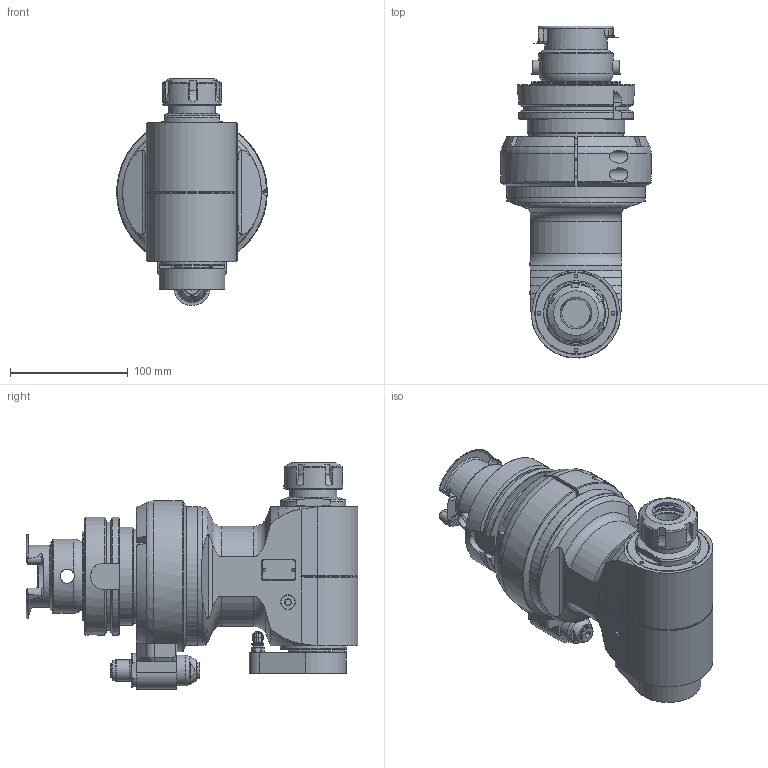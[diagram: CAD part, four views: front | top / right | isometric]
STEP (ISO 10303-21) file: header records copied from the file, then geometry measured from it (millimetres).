
FILE_DESCRIPTION(/* description */ (''),/* implementation_level */ '2;1');
FILE_NAME(/* name */ '9.F90.200C0-2H100.stp',/* time_stamp */ '2023-08-14T09:31:25-04:00',/* author */ ('jkrenzer'),/* organization */ (''),/* preprocessor_version */ 'ST-DEVELOPER v18.1',/* originating_system */ 'Autodesk Inventor 2022',/* authorisation */ '');
FILE_SCHEMA (('AUTOMOTIVE_DESIGN { 1 0 10303 214 3 1 1 }'));
Length unit declared in the file: millimetre
Products named in the file (3): 9.F90.200C0-2H100; 9_F90_200B0; 9GA21C_518   (Type 2, HSK100 , 80mm)
Assembly tree (2 placements, depth 2):
  9.F90.200C0-2H100
    9_F90_200B0
    9GA21C_518   (Type 2, HSK100 , 80mm)
Bounding box: 128 x 281.86 x 192.5 mm (x, y, z)
Volume: 2076193.5 mm3; surface area: 253878.4 mm2
Topology: 7 solids, 8 shells, 924 faces, 2531 edges, 1711 vertices
Faces by surface type: plane 399, cylinder 251, cone 195, torus 71, sphere 5, bspline 3
Full cylindrical faces by diameter (mm): 2.5 x3, 2.6 x2, 3 x2, 3.2 x4, 3.3 x3, 3.5 x2, 4 x1, 4.2 x2, 5 x3, 6 x3, 6.5 x3, 6.9 x1, 7 x2, 8 x1, 8.06 x1, 8.07 x1, 8.5 x3, 8.821 x1, 8.95 x1, 9 x4, 9.2 x1, 9.87 x1, 10 x6, 10.4 x2, 10.5 x20, 11 x2, 12 x6, 12.5 x3, 12.8 x1, 13 x1
Entity records: 34981 total; most frequent: CARTESIAN_POINT 11590, ORIENTED_EDGE 5000, DIRECTION 4771, EDGE_CURVE 2500, AXIS2_PLACEMENT_3D 1795, VERTEX_POINT 1711, LINE 1181, VECTOR 1181
